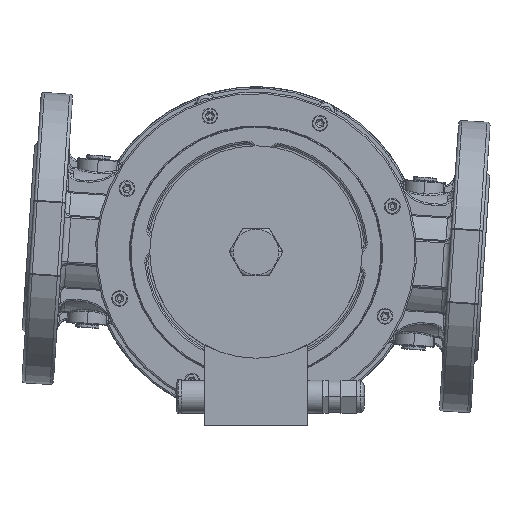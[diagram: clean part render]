
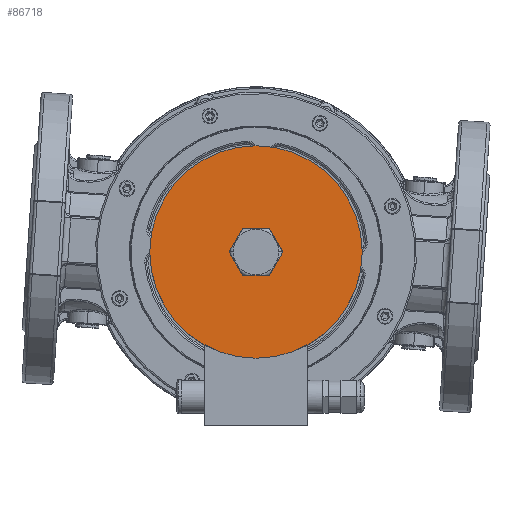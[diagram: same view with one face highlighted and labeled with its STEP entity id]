
A CAD part, top view. The second image highlights one B-rep face of the part: STEP entity #86718.
In plain terms, the highlighted face is planar.
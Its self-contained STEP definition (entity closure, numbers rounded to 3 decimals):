
#85761=CARTESIAN_POINT('',(0.,67.,0.));
#85762=DIRECTION('',(0.,1.,0.));
#85763=DIRECTION('',(1.,0.,0.));
#85764=AXIS2_PLACEMENT_3D('',#85761,#85762,#85763);
#85766=CARTESIAN_POINT('',(0.,67.,0.));
#85767=DIRECTION('',(0.,1.,0.));
#85768=DIRECTION('',(-1.,0.,0.));
#85769=AXIS2_PLACEMENT_3D('',#85766,#85767,#85768);
#85771=CARTESIAN_POINT('',(0.,67.,0.));
#85772=DIRECTION('',(0.,-1.,0.));
#85773=DIRECTION('',(0.,0.,1.));
#85774=AXIS2_PLACEMENT_3D('',#85771,#85772,#85773);
#85776=CARTESIAN_POINT('',(0.,67.,0.));
#85777=DIRECTION('',(0.,-1.,0.));
#85778=DIRECTION('',(0.,0.,-1.));
#85779=AXIS2_PLACEMENT_3D('',#85776,#85777,#85778);
#86477=CARTESIAN_POINT('',(67.5,67.,0.));
#86478=CARTESIAN_POINT('',(-67.5,67.,0.));
#86479=VERTEX_POINT('',#86477);
#86480=VERTEX_POINT('',#86478);
#86631=CARTESIAN_POINT('',(0.,67.,12.5));
#86632=CARTESIAN_POINT('',(0.,67.,-12.5));
#86633=VERTEX_POINT('',#86631);
#86634=VERTEX_POINT('',#86632);
#86703=CARTESIAN_POINT('',(0.,67.,0.));
#86704=DIRECTION('',(0.,1.,0.));
#86705=DIRECTION('',(1.,0.,0.));
#86706=AXIS2_PLACEMENT_3D('',#86703,#86704,#86705);
#86707=PLANE('',#86706);
#86708=ORIENTED_EDGE('',*,*,#86673,.F.);
#86709=ORIENTED_EDGE('',*,*,#86687,.F.);
#86710=EDGE_LOOP('',(#86708,#86709));
#86711=FACE_OUTER_BOUND('',#86710,.F.);
#86713=ORIENTED_EDGE('',*,*,#86712,.F.);
#86715=ORIENTED_EDGE('',*,*,#86714,.F.);
#86716=EDGE_LOOP('',(#86713,#86715));
#86717=FACE_BOUND('',#86716,.F.);
#86718=ADVANCED_FACE('',(#86711,#86717),#86707,.T.);
#85765=CIRCLE('',#85764,67.5);
#85770=CIRCLE('',#85769,67.5);
#85775=CIRCLE('',#85774,12.5);
#85780=CIRCLE('',#85779,12.5);
#86673=EDGE_CURVE('',#86479,#86480,#85765,.T.);
#86687=EDGE_CURVE('',#86480,#86479,#85770,.T.);
#86712=EDGE_CURVE('',#86633,#86634,#85775,.T.);
#86714=EDGE_CURVE('',#86634,#86633,#85780,.T.);
